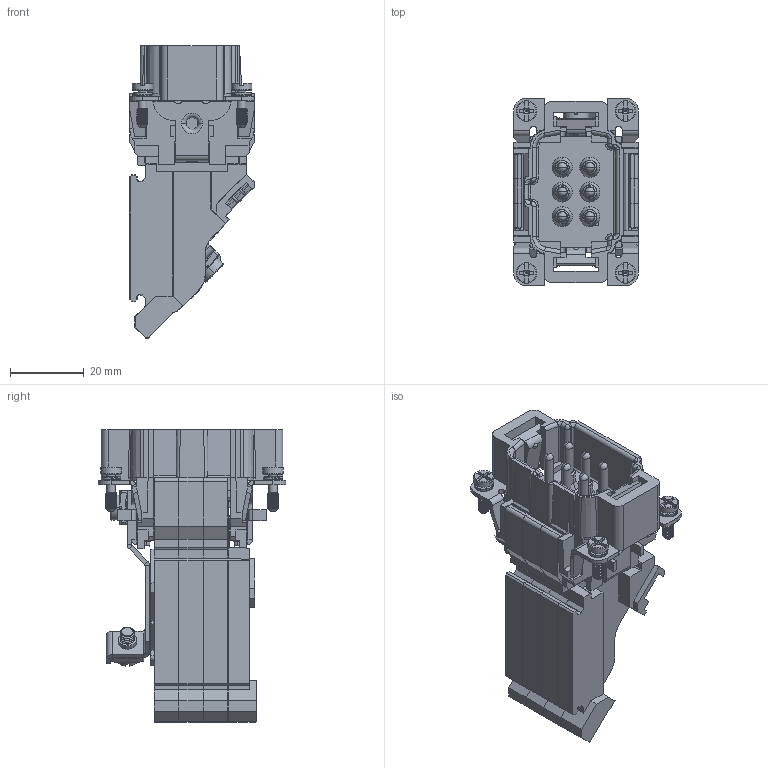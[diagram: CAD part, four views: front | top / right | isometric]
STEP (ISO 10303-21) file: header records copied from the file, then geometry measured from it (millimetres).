
FILE_DESCRIPTION(/* description */ (''),/* implementation_level */ '2;1');
FILE_NAME(/* name */ 'HE-006-MQ.AV.L.stp',/* time_stamp */ '2023-08-10T21:30:43+08:00',/* author */ (''),/* organization */ (''),/* preprocessor_version */ 'ST-DEVELOPER v18.1',/* originating_system */ 'SIEMENS PLM Software NX 1980',/* authorisation */ '');
FILE_SCHEMA (('AUTOMOTIVE_DESIGN { 1 0 10303 214 3 1 1 1 }'));
Products named in the file (1): _model1
Bounding box: 34 x 51 x 79.65 mm (x, y, z)
Volume: 36975.2 mm3; surface area: 44114.9 mm2
Topology: 10 solids, 10 shells, 4063 faces, 11756 edges, 7637 vertices
Faces by surface type: plane 2532, cylinder 1106, cone 198, bspline 127, torus 75, sphere 24, extrusion 1
Full cylindrical faces by diameter (mm): 2 x4, 2.4 x4, 5.6 x4
Entity records: 172570 total; most frequent: CARTESIAN_POINT 49253, ORIENTED_EDGE 23352, DIRECTION 19650, EDGE_CURVE 11676, VERTEX_POINT 7625, VECTOR 7596, LINE 7595, AXIS2_PLACEMENT_3D 6027
